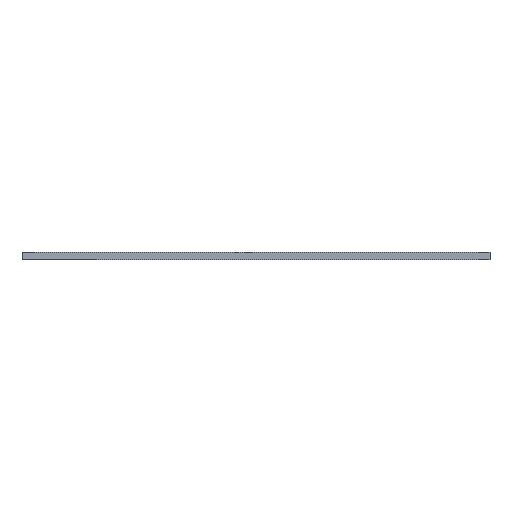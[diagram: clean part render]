
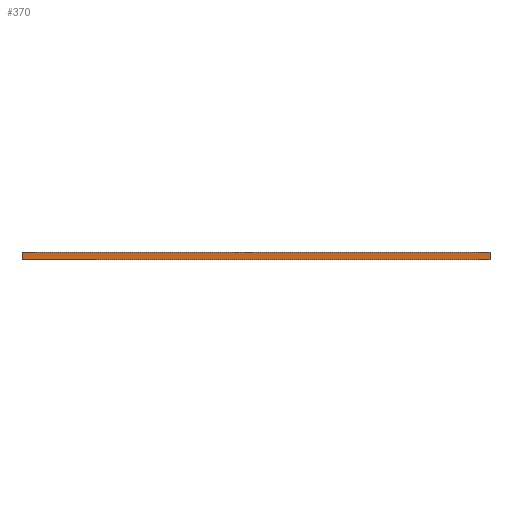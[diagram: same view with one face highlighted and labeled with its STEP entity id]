
A CAD part, front view. The second image highlights one B-rep face of the part: STEP entity #370.
In plain terms, the highlighted planar face has unit normal (0, -1, 0).
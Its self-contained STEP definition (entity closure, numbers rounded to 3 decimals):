
#370=ADVANCED_FACE('',(#435),#427,.T.);
#427=PLANE('',#1154);
#435=FACE_OUTER_BOUND('',#445,.T.);
#445=EDGE_LOOP('',(#650,#651,#652,#653));
#650=ORIENTED_EDGE('',*,*,#1000,.F.);
#651=ORIENTED_EDGE('',*,*,#1001,.F.);
#652=ORIENTED_EDGE('',*,*,#1002,.T.);
#653=ORIENTED_EDGE('',*,*,#1003,.F.);
#890=VERTEX_POINT('',#1637);
#891=VERTEX_POINT('',#1638);
#892=VERTEX_POINT('',#1640);
#893=VERTEX_POINT('',#1642);
#1000=EDGE_CURVE('',#890,#891,#1118,.T.);
#1001=EDGE_CURVE('',#892,#890,#1119,.T.);
#1002=EDGE_CURVE('',#892,#893,#1120,.T.);
#1003=EDGE_CURVE('',#891,#893,#1121,.T.);
#1118=LINE('',#1636,#1136);
#1119=LINE('',#1639,#1137);
#1120=LINE('',#1641,#1138);
#1121=LINE('',#1643,#1139);
#1136=VECTOR('',#1308,1.);
#1137=VECTOR('',#1309,1.);
#1138=VECTOR('',#1310,1.);
#1139=VECTOR('',#1311,1.);
#1154=AXIS2_PLACEMENT_3D('',#1644,#1312,#1313);
#1308=DIRECTION('',(0.,0.,1.));
#1309=DIRECTION('',(-1.,0.,0.));
#1310=DIRECTION('',(0.,0.,1.));
#1311=DIRECTION('',(1.,0.,0.));
#1312=DIRECTION('',(0.,-1.,0.));
#1313=DIRECTION('',(1.,0.,0.));
#1636=CARTESIAN_POINT('',(-103.829,-222.663,-3.125));
#1637=CARTESIAN_POINT('',(-103.829,-222.663,-3.125));
#1638=CARTESIAN_POINT('',(-103.829,-222.663,0.));
#1639=CARTESIAN_POINT('',(-77.829,-222.663,-3.125));
#1640=CARTESIAN_POINT('',(103.829,-222.663,-3.125));
#1641=CARTESIAN_POINT('',(103.829,-222.663,-3.125));
#1642=CARTESIAN_POINT('',(103.829,-222.663,0.));
#1643=CARTESIAN_POINT('',(-77.829,-222.663,0.));
#1644=CARTESIAN_POINT('',(-77.829,-222.663,-679.635));
